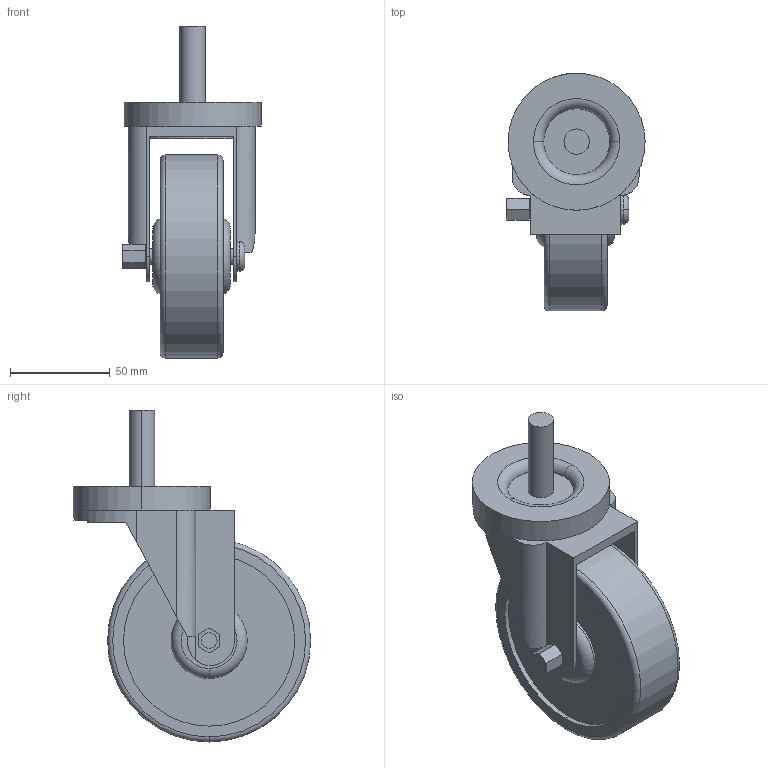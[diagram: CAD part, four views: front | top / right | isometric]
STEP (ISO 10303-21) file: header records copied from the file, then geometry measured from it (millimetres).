
FILE_DESCRIPTION((''),'2;1');
FILE_NAME('13CA8139.stp','2015-07-15T08:11:28',(''),(''),'Mechanical Desktop 2011','Mechanical Desktop 2011',', , ');
FILE_SCHEMA(('AUTOMOTIVE_DESIGN { 1 2 10303 214 1 1 1 1 }'));
Length unit declared in the file: inch
Products named in the file (1): Product
Bounding box: 69.18 x 118.75 x 166.12 mm (x, y, z)
Volume: 331481.6 mm3; surface area: 66350.2 mm2
Topology: 5 solids, 5 shells, 96 faces, 222 edges, 144 vertices
Faces by surface type: cylinder 33, plane 33, bspline 18, torus 12
Entity records: 2822 total; most frequent: CARTESIAN_POINT 527, DIRECTION 488, ORIENTED_EDGE 444, EDGE_CURVE 222, AXIS2_PLACEMENT_3D 189, VERTEX_POINT 144, VECTOR 110, LINE 110
